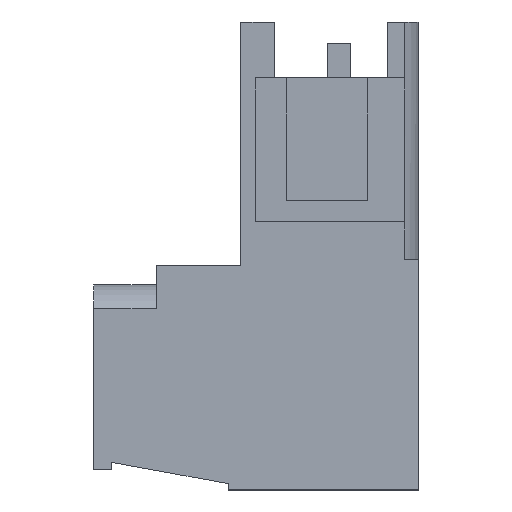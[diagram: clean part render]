
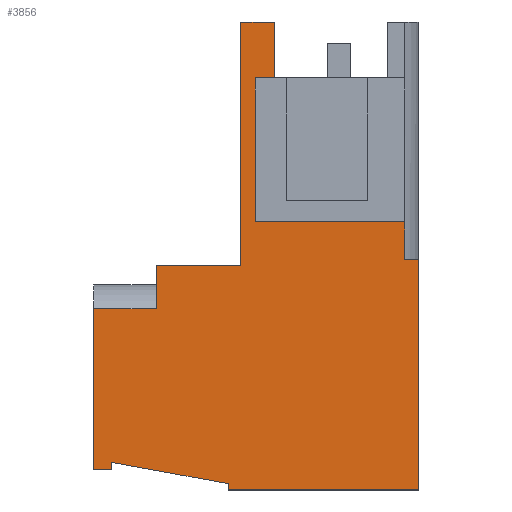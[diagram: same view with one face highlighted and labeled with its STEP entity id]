
A CAD part, left-side view. The second image highlights one B-rep face of the part: STEP entity #3856.
In plain terms, the highlighted planar face has unit normal (-1, 0, 0).
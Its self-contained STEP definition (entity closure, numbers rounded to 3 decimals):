
#1814=AXIS2_PLACEMENT_3D('Plane Axis2P3D',#1811,#1812,#1813) ;
#1796=CARTESIAN_POINT('Vertex',(0.98,6.785,19.415)) ;
#1811=CARTESIAN_POINT('Axis2P3D Location',(0.98,3.66,22.05)) ;
#1916=CARTESIAN_POINT('Vertex',(0.98,0.65,12.635)) ;
#1919=CARTESIAN_POINT('Line Origine',(0.98,0.65,11.743)) ;
#1923=CARTESIAN_POINT('Vertex',(0.98,0.65,10.85)) ;
#1981=CARTESIAN_POINT('Vertex',(0.98,6.785,22.05)) ;
#1984=CARTESIAN_POINT('Line Origine',(0.98,6.785,20.732)) ;
#2639=CARTESIAN_POINT('Line Origine',(0.98,7.23,19.415)) ;
#2643=CARTESIAN_POINT('Vertex',(0.98,7.675,19.415)) ;
#3635=CARTESIAN_POINT('Line Origine',(0.98,0.325,10.85)) ;
#3639=CARTESIAN_POINT('Vertex',(0.98,0.,10.85)) ;
#3734=CARTESIAN_POINT('Vertex',(0.98,7.675,12.635)) ;
#3737=CARTESIAN_POINT('Line Origine',(0.98,4.163,12.635)) ;
#3749=CARTESIAN_POINT('Line Origine',(0.98,7.675,16.025)) ;
#3754=CARTESIAN_POINT('Line Origine',(0.98,7.575,22.05)) ;
#3758=CARTESIAN_POINT('Vertex',(0.98,8.365,22.05)) ;
#3761=CARTESIAN_POINT('Line Origine',(0.98,8.365,16.318)) ;
#3765=CARTESIAN_POINT('Vertex',(0.98,8.365,10.586)) ;
#3768=CARTESIAN_POINT('Line Origine',(0.98,10.358,10.586)) ;
#3772=CARTESIAN_POINT('Vertex',(0.98,12.35,10.586)) ;
#3775=CARTESIAN_POINT('Line Origine',(0.98,12.35,9.568)) ;
#3779=CARTESIAN_POINT('Vertex',(0.98,12.35,8.55)) ;
#3782=CARTESIAN_POINT('Line Origine',(0.98,13.825,8.55)) ;
#3786=CARTESIAN_POINT('Vertex',(0.98,15.3,8.55)) ;
#3789=CARTESIAN_POINT('Line Origine',(0.98,15.3,4.75)) ;
#3793=CARTESIAN_POINT('Vertex',(0.98,15.3,0.95)) ;
#3796=CARTESIAN_POINT('Line Origine',(0.98,14.875,0.95)) ;
#3800=CARTESIAN_POINT('Vertex',(0.98,14.45,0.95)) ;
#3803=CARTESIAN_POINT('Line Origine',(0.98,14.45,1.127)) ;
#3807=CARTESIAN_POINT('Vertex',(0.98,14.45,1.303)) ;
#3810=CARTESIAN_POINT('Line Origine',(0.98,11.705,0.801)) ;
#3814=CARTESIAN_POINT('Vertex',(0.98,8.961,0.299)) ;
#3817=CARTESIAN_POINT('Line Origine',(0.98,8.961,0.149)) ;
#3821=CARTESIAN_POINT('Vertex',(0.98,8.961,0.)) ;
#3824=CARTESIAN_POINT('Line Origine',(0.98,4.48,0.)) ;
#3828=CARTESIAN_POINT('Vertex',(0.98,0.,0.)) ;
#3831=CARTESIAN_POINT('Line Origine',(0.98,0.,5.425)) ;
#1812=DIRECTION('Axis2P3D Direction',(1.,0.,0.)) ;
#1813=DIRECTION('Axis2P3D XDirection',(0.,1.,0.)) ;
#1920=DIRECTION('Vector Direction',(0.,0.,-1.)) ;
#1985=DIRECTION('Vector Direction',(0.,0.,1.)) ;
#2640=DIRECTION('Vector Direction',(0.,-1.,0.)) ;
#3636=DIRECTION('Vector Direction',(0.,-1.,0.)) ;
#3738=DIRECTION('Vector Direction',(0.,-1.,0.)) ;
#3750=DIRECTION('Vector Direction',(0.,0.,-1.)) ;
#3755=DIRECTION('Vector Direction',(0.,-1.,0.)) ;
#3762=DIRECTION('Vector Direction',(0.,0.,-1.)) ;
#3769=DIRECTION('Vector Direction',(0.,-1.,0.)) ;
#3776=DIRECTION('Vector Direction',(0.,0.,1.)) ;
#3783=DIRECTION('Vector Direction',(0.,-1.,0.)) ;
#3790=DIRECTION('Vector Direction',(0.,0.,1.)) ;
#3797=DIRECTION('Vector Direction',(0.,1.,0.)) ;
#3804=DIRECTION('Vector Direction',(0.,0.,-1.)) ;
#3811=DIRECTION('Vector Direction',(0.,-0.984,-0.18)) ;
#3818=DIRECTION('Vector Direction',(0.,0.,-1.)) ;
#3825=DIRECTION('Vector Direction',(0.,-1.,0.)) ;
#3832=DIRECTION('Vector Direction',(0.,0.,-1.)) ;
#1921=VECTOR('Line Direction',#1920,1.) ;
#1986=VECTOR('Line Direction',#1985,1.) ;
#2641=VECTOR('Line Direction',#2640,1.) ;
#3637=VECTOR('Line Direction',#3636,1.) ;
#3739=VECTOR('Line Direction',#3738,1.) ;
#3751=VECTOR('Line Direction',#3750,1.) ;
#3756=VECTOR('Line Direction',#3755,1.) ;
#3763=VECTOR('Line Direction',#3762,1.) ;
#3770=VECTOR('Line Direction',#3769,1.) ;
#3777=VECTOR('Line Direction',#3776,1.) ;
#3784=VECTOR('Line Direction',#3783,1.) ;
#3791=VECTOR('Line Direction',#3790,1.) ;
#3798=VECTOR('Line Direction',#3797,1.) ;
#3805=VECTOR('Line Direction',#3804,1.) ;
#3812=VECTOR('Line Direction',#3811,1.) ;
#3819=VECTOR('Line Direction',#3818,1.) ;
#3826=VECTOR('Line Direction',#3825,1.) ;
#3833=VECTOR('Line Direction',#3832,1.) ;
#3837=ORIENTED_EDGE('',*,*,#3741,.F.) ;
#3838=ORIENTED_EDGE('',*,*,#3753,.T.) ;
#3839=ORIENTED_EDGE('',*,*,#2645,.T.) ;
#3840=ORIENTED_EDGE('',*,*,#1988,.T.) ;
#3841=ORIENTED_EDGE('',*,*,#3760,.F.) ;
#3842=ORIENTED_EDGE('',*,*,#3767,.T.) ;
#3843=ORIENTED_EDGE('',*,*,#3774,.F.) ;
#3844=ORIENTED_EDGE('',*,*,#3781,.F.) ;
#3845=ORIENTED_EDGE('',*,*,#3788,.F.) ;
#3846=ORIENTED_EDGE('',*,*,#3795,.F.) ;
#3847=ORIENTED_EDGE('',*,*,#3802,.F.) ;
#3848=ORIENTED_EDGE('',*,*,#3809,.F.) ;
#3849=ORIENTED_EDGE('',*,*,#3816,.T.) ;
#3850=ORIENTED_EDGE('',*,*,#3823,.T.) ;
#3851=ORIENTED_EDGE('',*,*,#3830,.T.) ;
#3852=ORIENTED_EDGE('',*,*,#3835,.F.) ;
#3853=ORIENTED_EDGE('',*,*,#3641,.F.) ;
#3854=ORIENTED_EDGE('',*,*,#1925,.F.) ;
#3856=ADVANCED_FACE('HOUSING',(#3855),#1815,.F.) ;
#1925=EDGE_CURVE('',#1917,#1924,#1922,.T.) ;
#1988=EDGE_CURVE('',#1797,#1982,#1987,.T.) ;
#2645=EDGE_CURVE('',#2644,#1797,#2642,.T.) ;
#3641=EDGE_CURVE('',#1924,#3640,#3638,.T.) ;
#3741=EDGE_CURVE('',#3735,#1917,#3740,.T.) ;
#3753=EDGE_CURVE('',#3735,#2644,#3752,.F.) ;
#3760=EDGE_CURVE('',#3759,#1982,#3757,.T.) ;
#3767=EDGE_CURVE('',#3759,#3766,#3764,.T.) ;
#3774=EDGE_CURVE('',#3773,#3766,#3771,.T.) ;
#3781=EDGE_CURVE('',#3780,#3773,#3778,.T.) ;
#3788=EDGE_CURVE('',#3787,#3780,#3785,.T.) ;
#3795=EDGE_CURVE('',#3794,#3787,#3792,.T.) ;
#3802=EDGE_CURVE('',#3801,#3794,#3799,.T.) ;
#3809=EDGE_CURVE('',#3808,#3801,#3806,.T.) ;
#3816=EDGE_CURVE('',#3808,#3815,#3813,.T.) ;
#3823=EDGE_CURVE('',#3815,#3822,#3820,.T.) ;
#3830=EDGE_CURVE('',#3822,#3829,#3827,.T.) ;
#3835=EDGE_CURVE('',#3640,#3829,#3834,.T.) ;
#3836=EDGE_LOOP('',(#3837,#3838,#3839,#3840,#3841,#3842,#3843,#3844,#3845,#3846,#3847,#3848,#3849,#3850,#3851,#3852,#3853,#3854)) ;
#3855=FACE_OUTER_BOUND('',#3836,.T.) ;
#1922=LINE('Line',#1919,#1921) ;
#1987=LINE('Line',#1984,#1986) ;
#2642=LINE('Line',#2639,#2641) ;
#3638=LINE('Line',#3635,#3637) ;
#3740=LINE('Line',#3737,#3739) ;
#3752=LINE('Line',#3749,#3751) ;
#3757=LINE('Line',#3754,#3756) ;
#3764=LINE('Line',#3761,#3763) ;
#3771=LINE('Line',#3768,#3770) ;
#3778=LINE('Line',#3775,#3777) ;
#3785=LINE('Line',#3782,#3784) ;
#3792=LINE('Line',#3789,#3791) ;
#3799=LINE('Line',#3796,#3798) ;
#3806=LINE('Line',#3803,#3805) ;
#3813=LINE('Line',#3810,#3812) ;
#3820=LINE('Line',#3817,#3819) ;
#3827=LINE('Line',#3824,#3826) ;
#3834=LINE('Line',#3831,#3833) ;
#1815=PLANE('',#1814) ;
#1797=VERTEX_POINT('',#1796) ;
#1917=VERTEX_POINT('',#1916) ;
#1924=VERTEX_POINT('',#1923) ;
#1982=VERTEX_POINT('',#1981) ;
#2644=VERTEX_POINT('',#2643) ;
#3640=VERTEX_POINT('',#3639) ;
#3735=VERTEX_POINT('',#3734) ;
#3759=VERTEX_POINT('',#3758) ;
#3766=VERTEX_POINT('',#3765) ;
#3773=VERTEX_POINT('',#3772) ;
#3780=VERTEX_POINT('',#3779) ;
#3787=VERTEX_POINT('',#3786) ;
#3794=VERTEX_POINT('',#3793) ;
#3801=VERTEX_POINT('',#3800) ;
#3808=VERTEX_POINT('',#3807) ;
#3815=VERTEX_POINT('',#3814) ;
#3822=VERTEX_POINT('',#3821) ;
#3829=VERTEX_POINT('',#3828) ;
